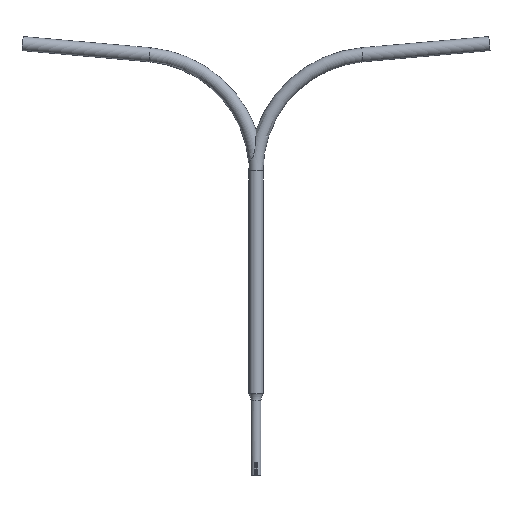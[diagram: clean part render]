
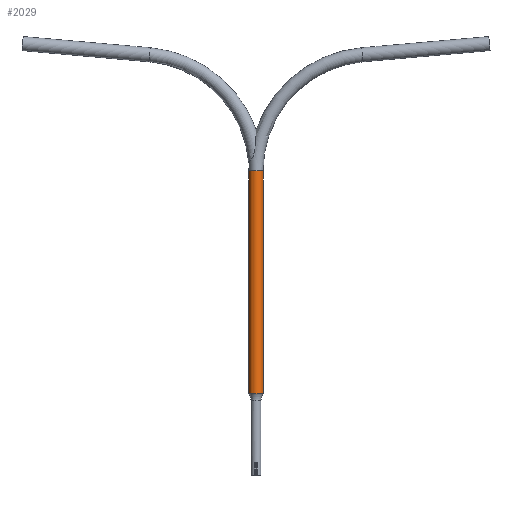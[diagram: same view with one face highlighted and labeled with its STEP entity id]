
A CAD part, front view. The second image highlights one B-rep face of the part: STEP entity #2029.
In plain terms, the highlighted cylindrical face has radius 30.15 mm (diameter 60.3 mm), a partial arc.
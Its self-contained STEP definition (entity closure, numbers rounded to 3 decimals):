
#157 = CARTESIAN_POINT ( 'NONE',  ( 30.15, 0., 0. ) ) ;
#189 = CARTESIAN_POINT ( 'NONE',  ( 0., 0., 0. ) ) ;
#232 = AXIS2_PLACEMENT_3D ( 'NONE', #1172, #3688, #876 ) ;
#246 = ORIENTED_EDGE ( 'NONE', *, *, #938, .F. ) ;
#283 = CARTESIAN_POINT ( 'NONE',  ( 30.15, 0., 0. ) ) ;
#367 = LINE ( 'NONE', #283, #1696 ) ;
#507 = CARTESIAN_POINT ( 'NONE',  ( 30.15, 954.346, 0. ) ) ;
#540 = DIRECTION ( 'NONE',  ( 0., -1., 0. ) ) ;
#635 = VERTEX_POINT ( 'NONE', #2958 ) ;
#804 = DIRECTION ( 'NONE',  ( -1., 0., 0. ) ) ;
#876 = DIRECTION ( 'NONE',  ( -1., 0., 0. ) ) ;
#938 = EDGE_CURVE ( 'NONE', #635, #2364, #1812, .T. ) ;
#1054 = CIRCLE ( 'NONE', #1706, 30.15 ) ;
#1111 = DIRECTION ( 'NONE',  ( 0., 1., 0. ) ) ;
#1172 = CARTESIAN_POINT ( 'NONE',  ( 0., 954.346, 0. ) ) ;
#1264 = EDGE_LOOP ( 'NONE', ( #3369, #1555, #3562, #246 ) ) ;
#1363 = CIRCLE ( 'NONE', #232, 30.15 ) ;
#1533 = EDGE_CURVE ( 'NONE', #3515, #635, #1054, .T. ) ;
#1544 = DIRECTION ( 'NONE',  ( 0., 1., 0. ) ) ;
#1555 = ORIENTED_EDGE ( 'NONE', *, *, #2584, .T. ) ;
#1696 = VECTOR ( 'NONE', #1544, 1000. ) ;
#1706 = AXIS2_PLACEMENT_3D ( 'NONE', #2421, #540, #3682 ) ;
#1812 = LINE ( 'NONE', #2429, #2035 ) ;
#2029 = ADVANCED_FACE ( 'NONE', ( #2112 ), #2981, .T. ) ;
#2035 = VECTOR ( 'NONE', #1111, 1000. ) ;
#2112 = FACE_OUTER_BOUND ( 'NONE', #1264, .T. ) ;
#2364 = VERTEX_POINT ( 'NONE', #3924 ) ;
#2421 = CARTESIAN_POINT ( 'NONE',  ( 0., 0., 0. ) ) ;
#2429 = CARTESIAN_POINT ( 'NONE',  ( -30.15, 0., 0. ) ) ;
#2584 = EDGE_CURVE ( 'NONE', #3515, #3536, #367, .T. ) ;
#2958 = CARTESIAN_POINT ( 'NONE',  ( -30.15, 0., 0. ) ) ;
#2981 = CYLINDRICAL_SURFACE ( 'NONE', #4063, 30.15 ) ;
#3368 = DIRECTION ( 'NONE',  ( 0., 1., 0. ) ) ;
#3369 = ORIENTED_EDGE ( 'NONE', *, *, #1533, .F. ) ;
#3515 = VERTEX_POINT ( 'NONE', #157 ) ;
#3536 = VERTEX_POINT ( 'NONE', #507 ) ;
#3562 = ORIENTED_EDGE ( 'NONE', *, *, #3892, .F. ) ;
#3682 = DIRECTION ( 'NONE',  ( 1., 0., 0. ) ) ;
#3688 = DIRECTION ( 'NONE',  ( 0., 1., 0. ) ) ;
#3892 = EDGE_CURVE ( 'NONE', #2364, #3536, #1363, .T. ) ;
#3924 = CARTESIAN_POINT ( 'NONE',  ( -30.15, 954.346, 0. ) ) ;
#4063 = AXIS2_PLACEMENT_3D ( 'NONE', #189, #3368, #804 ) ;
